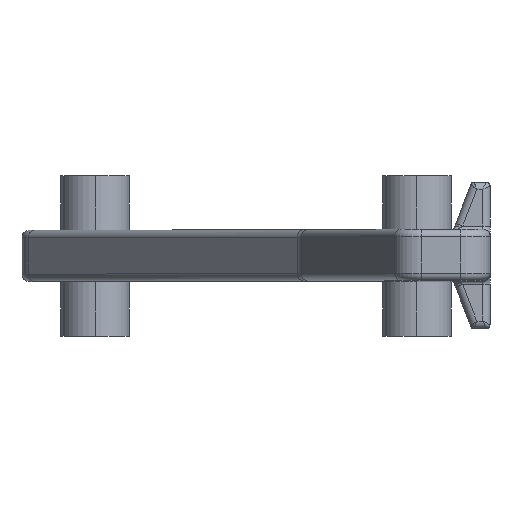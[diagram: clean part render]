
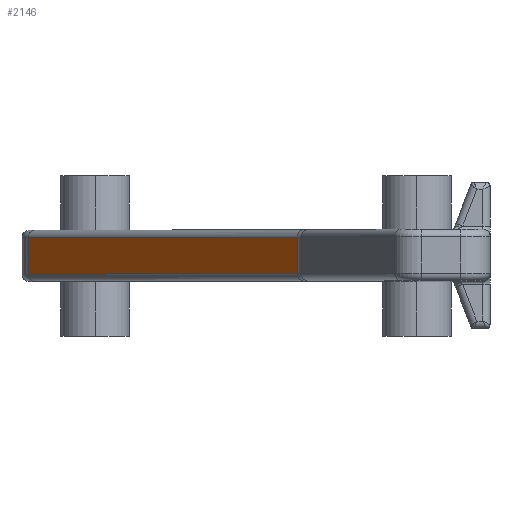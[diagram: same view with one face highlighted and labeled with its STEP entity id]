
A CAD part, top view. The second image highlights one B-rep face of the part: STEP entity #2146.
In plain terms, the highlighted planar face has unit normal (-0.784, 0, 0.621).
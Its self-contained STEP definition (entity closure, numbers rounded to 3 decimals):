
#7 = VECTOR ( 'NONE', #1268, 1000. ) ;
#84 = DIRECTION ( 'NONE',  ( 0., 1., 0. ) ) ;
#242 = CARTESIAN_POINT ( 'NONE',  ( 3.093, 26.602, 21.981 ) ) ;
#266 = FACE_OUTER_BOUND ( 'NONE', #5410, .T. ) ;
#327 = ORIENTED_EDGE ( 'NONE', *, *, #4374, .T. ) ;
#652 = ORIENTED_EDGE ( 'NONE', *, *, #4381, .T. ) ;
#780 = CARTESIAN_POINT ( 'NONE',  ( 3.093, 23.602, 21.981 ) ) ;
#795 = DIRECTION ( 'NONE',  ( -0.621, 0., -0.784 ) ) ;
#801 = PLANE ( 'NONE',  #2904 ) ;
#850 = LINE ( 'NONE', #3251, #3320 ) ;
#1061 = CARTESIAN_POINT ( 'NONE',  ( 2.661, 23.602, 21.435 ) ) ;
#1089 = DIRECTION ( 'NONE',  ( 0.784, 0., -0.621 ) ) ;
#1134 = DIRECTION ( 'NONE',  ( -0.621, 0., -0.784 ) ) ;
#1135 = VERTEX_POINT ( 'NONE', #2021 ) ;
#1268 = DIRECTION ( 'NONE',  ( 0., -1., 0. ) ) ;
#2021 = CARTESIAN_POINT ( 'NONE',  ( 21.5, 24.102, 45.232 ) ) ;
#2131 = CARTESIAN_POINT ( 'NONE',  ( 3.093, 24.102, 21.981 ) ) ;
#2146 = ADVANCED_FACE ( 'NONE', ( #266 ), #801, .F. ) ;
#2227 = CARTESIAN_POINT ( 'NONE',  ( 21.5, 27.102, 45.232 ) ) ;
#2463 = LINE ( 'NONE', #5116, #3476 ) ;
#2568 = ORIENTED_EDGE ( 'NONE', *, *, #4386, .T. ) ;
#2904 = AXIS2_PLACEMENT_3D ( 'NONE', #1061, #1089, #1134 ) ;
#3251 = CARTESIAN_POINT ( 'NONE',  ( 3.093, 26.602, 21.981 ) ) ;
#3320 = VECTOR ( 'NONE', #795, 1000. ) ;
#3359 = VERTEX_POINT ( 'NONE', #5720 ) ;
#3476 = VECTOR ( 'NONE', #4736, 1000. ) ;
#3651 = LINE ( 'NONE', #780, #7 ) ;
#4374 = EDGE_CURVE ( 'NONE', #4666, #5642, #3651, .T. ) ;
#4375 = EDGE_CURVE ( 'NONE', #5642, #1135, #2463, .T. ) ;
#4381 = EDGE_CURVE ( 'NONE', #1135, #3359, #4808, .T. ) ;
#4386 = EDGE_CURVE ( 'NONE', #3359, #4666, #850, .T. ) ;
#4443 = ORIENTED_EDGE ( 'NONE', *, *, #4375, .T. ) ;
#4666 = VERTEX_POINT ( 'NONE', #242 ) ;
#4736 = DIRECTION ( 'NONE',  ( 0.621, 0., 0.784 ) ) ;
#4808 = LINE ( 'NONE', #2227, #5665 ) ;
#5116 = CARTESIAN_POINT ( 'NONE',  ( 2.661, 24.102, 21.435 ) ) ;
#5410 = EDGE_LOOP ( 'NONE', ( #327, #4443, #652, #2568 ) ) ;
#5642 = VERTEX_POINT ( 'NONE', #2131 ) ;
#5665 = VECTOR ( 'NONE', #84, 1000. ) ;
#5720 = CARTESIAN_POINT ( 'NONE',  ( 21.5, 26.602, 45.232 ) ) ;
